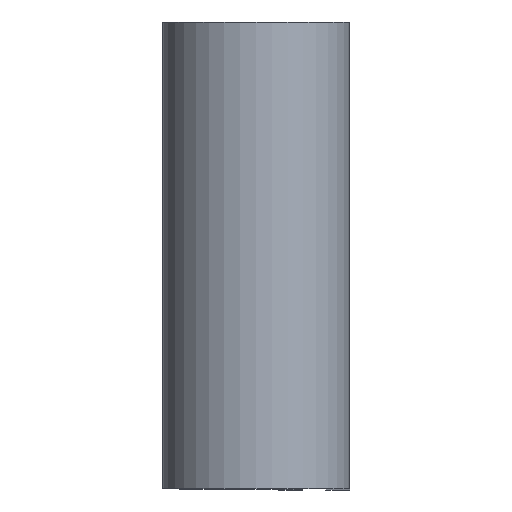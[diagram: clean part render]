
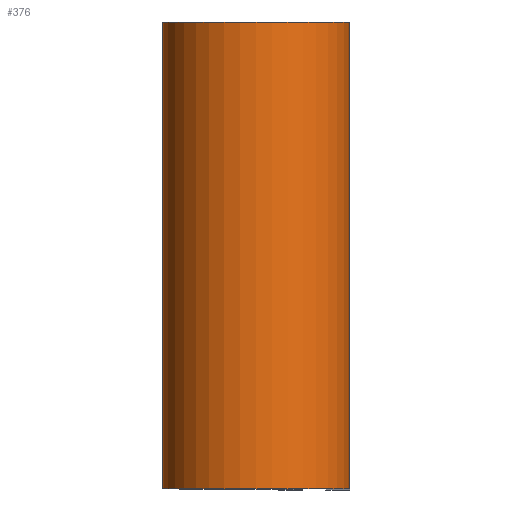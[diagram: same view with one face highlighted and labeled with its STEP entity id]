
A CAD part, top view. The second image highlights one B-rep face of the part: STEP entity #376.
In plain terms, the highlighted cylindrical face has radius 3.188 mm (diameter 6.375 mm), a partial arc.
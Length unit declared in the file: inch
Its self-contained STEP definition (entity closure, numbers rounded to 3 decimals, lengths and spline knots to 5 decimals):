
#6 = AXIS2_PLACEMENT_3D ( 'NONE', #553, #501, #624 ) ;
#35 = VERTEX_POINT ( 'NONE', #487 ) ;
#48 = CARTESIAN_POINT ( 'NONE',  ( 0.1255, 0.3125, 0.187 ) ) ;
#54 = CARTESIAN_POINT ( 'NONE',  ( -0.1255, 0.3125, 0.187 ) ) ;
#83 = EDGE_CURVE ( 'NONE', #863, #719, #588, .T. ) ;
#98 = CYLINDRICAL_SURFACE ( 'NONE', #523, 0.1255 ) ;
#109 = CIRCLE ( 'NONE', #294, 0.1255 ) ;
#149 = ORIENTED_EDGE ( 'NONE', *, *, #776, .F. ) ;
#190 = LINE ( 'NONE', #54, #211 ) ;
#204 = CARTESIAN_POINT ( 'NONE',  ( 0., 0.3125, 0.187 ) ) ;
#211 = VECTOR ( 'NONE', #590, 39.37008 ) ;
#234 = VERTEX_POINT ( 'NONE', #315 ) ;
#270 = DIRECTION ( 'NONE',  ( 0., -1., 0. ) ) ;
#287 = ORIENTED_EDGE ( 'NONE', *, *, #838, .T. ) ;
#294 = AXIS2_PLACEMENT_3D ( 'NONE', #363, #840, #430 ) ;
#315 = CARTESIAN_POINT ( 'NONE',  ( 0.1255, 0.3125, 0.187 ) ) ;
#316 = CARTESIAN_POINT ( 'NONE',  ( 0.1255, -0.3125, 0.187 ) ) ;
#363 = CARTESIAN_POINT ( 'NONE',  ( 0., 0.3125, 0.187 ) ) ;
#376 = ADVANCED_FACE ( 'NONE', ( #448 ), #98, .T. ) ;
#384 = ORIENTED_EDGE ( 'NONE', *, *, #83, .T. ) ;
#430 = DIRECTION ( 'NONE',  ( 1., 0., 0. ) ) ;
#448 = FACE_OUTER_BOUND ( 'NONE', #648, .T. ) ;
#487 = CARTESIAN_POINT ( 'NONE',  ( -0.1255, 0.3125, 0.187 ) ) ;
#501 = DIRECTION ( 'NONE',  ( 0., 1., 0. ) ) ;
#523 = AXIS2_PLACEMENT_3D ( 'NONE', #204, #270, #811 ) ;
#553 = CARTESIAN_POINT ( 'NONE',  ( 0., -0.3125, 0.187 ) ) ;
#554 = ORIENTED_EDGE ( 'NONE', *, *, #618, .F. ) ;
#583 = DIRECTION ( 'NONE',  ( 0., -1., 0. ) ) ;
#585 = VECTOR ( 'NONE', #583, 39.37008 ) ;
#588 = CIRCLE ( 'NONE', #6, 0.1255 ) ;
#590 = DIRECTION ( 'NONE',  ( 0., -1., 0. ) ) ;
#594 = CARTESIAN_POINT ( 'NONE',  ( -0.1255, -0.3125, 0.187 ) ) ;
#618 = EDGE_CURVE ( 'NONE', #35, #234, #109, .T. ) ;
#624 = DIRECTION ( 'NONE',  ( 1., 0., 0. ) ) ;
#648 = EDGE_LOOP ( 'NONE', ( #384, #149, #554, #287 ) ) ;
#719 = VERTEX_POINT ( 'NONE', #316 ) ;
#748 = LINE ( 'NONE', #48, #585 ) ;
#776 = EDGE_CURVE ( 'NONE', #234, #719, #748, .T. ) ;
#811 = DIRECTION ( 'NONE',  ( 0., 0., -1. ) ) ;
#838 = EDGE_CURVE ( 'NONE', #35, #863, #190, .T. ) ;
#840 = DIRECTION ( 'NONE',  ( 0., 1., 0. ) ) ;
#863 = VERTEX_POINT ( 'NONE', #594 ) ;
